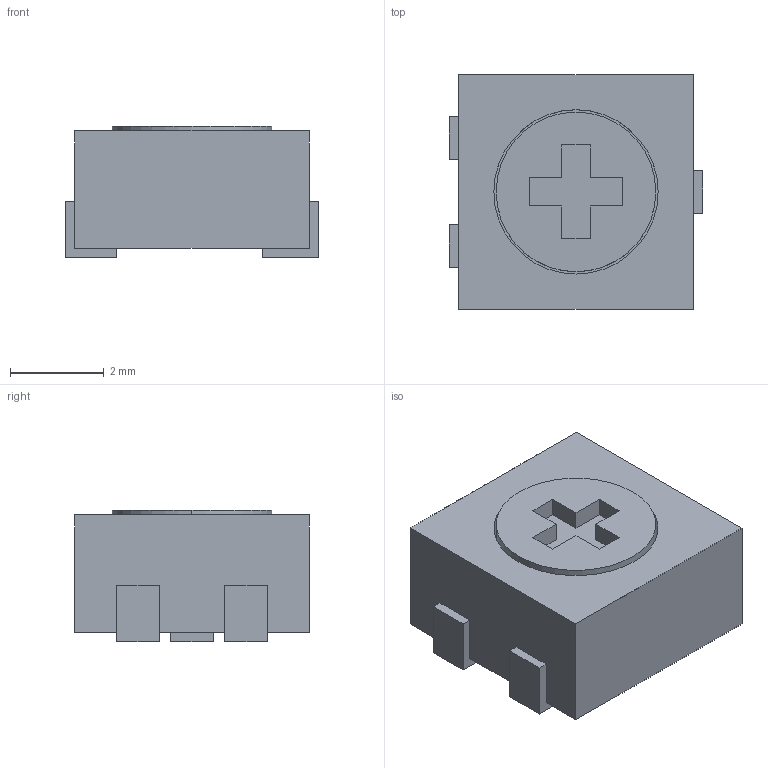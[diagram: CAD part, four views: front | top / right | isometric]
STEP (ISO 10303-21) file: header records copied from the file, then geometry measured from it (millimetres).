
FILE_DESCRIPTION (( 'STEP AP214' ), '1' );
FILE_NAME ('0E013624-20FF-4C16-B548-30723197A3B2.STEP', '2023-11-23T15:00:52', ( '' ), ( '' ), 'SwSTEP 2.0', 'SolidWorks 2022', '' );
FILE_SCHEMA (( 'AUTOMOTIVE_DESIGN' ));
Length unit declared in the file: millimetre
Products named in the file (1): 0E013624-20FF-4C16-B548-30723197A3B2
Bounding box: 5.4 x 5 x 2.8 mm (x, y, z)
Volume: 62.3 mm3; surface area: 147.8 mm2
Topology: 2 solids, 2 shells, 44 faces, 114 edges, 76 vertices
Faces by surface type: plane 40, cylinder 4
Entity records: 1611 total; most frequent: CARTESIAN_POINT 235, ORIENTED_EDGE 228, DIRECTION 212, EDGE_CURVE 114, LINE 106, VECTOR 106, VERTEX_POINT 76, AXIS2_PLACEMENT_3D 53
